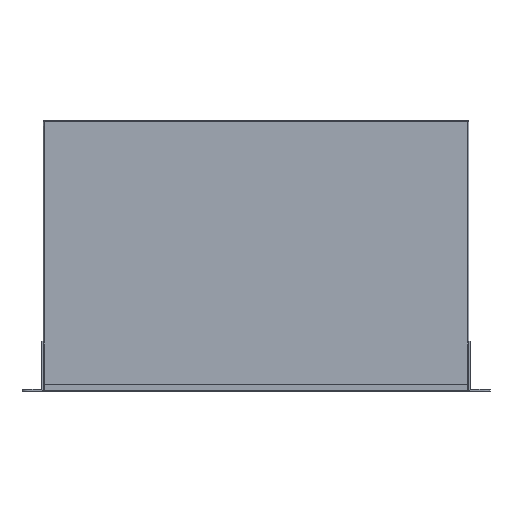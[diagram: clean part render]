
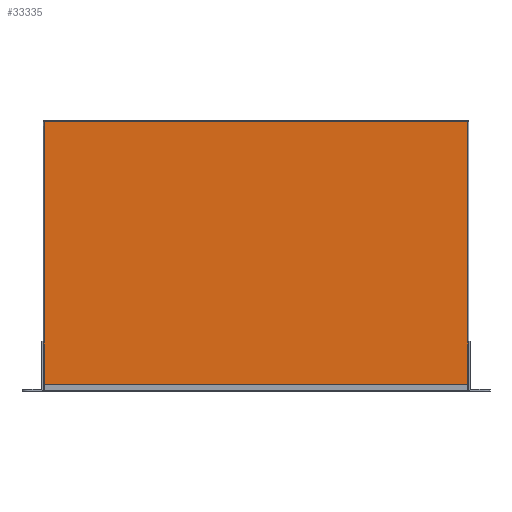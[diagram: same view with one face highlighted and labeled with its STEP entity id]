
A CAD part, top view. The second image highlights one B-rep face of the part: STEP entity #33335.
In plain terms, the highlighted planar face has unit normal (0, 0, 1).
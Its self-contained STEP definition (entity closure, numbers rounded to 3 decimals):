
#32743 = PLANE('',#32744);
#32744 = AXIS2_PLACEMENT_3D('',#32745,#32746,#32747);
#32745 = CARTESIAN_POINT('',(0.,7.5,36.16));
#32746 = DIRECTION('',(0.,1.,0.));
#32747 = DIRECTION('',(0.,0.,1.));
#32982 = VERTEX_POINT('',#32983);
#32983 = CARTESIAN_POINT('',(1.,7.5,43.66));
#33002 = CYLINDRICAL_SURFACE('',#33003,1.);
#33003 = AXIS2_PLACEMENT_3D('',#33004,#33005,#33006);
#33004 = CARTESIAN_POINT('',(1.,7.5,42.66));
#33005 = DIRECTION('',(0.,1.,0.));
#33006 = DIRECTION('',(0.,-0.,1.));
#33014 = EDGE_CURVE('',#32982,#33015,#33017,.T.);
#33015 = VERTEX_POINT('',#33016);
#33016 = CARTESIAN_POINT('',(439.,7.5,43.66));
#33017 = SURFACE_CURVE('',#33018,(#33022,#33029),.PCURVE_S1.);
#33018 = LINE('',#33019,#33020);
#33019 = CARTESIAN_POINT('',(0.,7.5,43.66));
#33020 = VECTOR('',#33021,1.);
#33021 = DIRECTION('',(1.,0.,0.));
#33022 = PCURVE('',#32743,#33023);
#33023 = DEFINITIONAL_REPRESENTATION('',(#33024),#33028);
#33024 = LINE('',#33025,#33026);
#33025 = CARTESIAN_POINT('',(7.5,0.));
#33026 = VECTOR('',#33027,1.);
#33027 = DIRECTION('',(0.,1.));
#33028 = ( GEOMETRIC_REPRESENTATION_CONTEXT(2) 
PARAMETRIC_REPRESENTATION_CONTEXT() REPRESENTATION_CONTEXT('2D SPACE',''
  ) );
#33029 = PCURVE('',#33030,#33035);
#33030 = PLANE('',#33031);
#33031 = AXIS2_PLACEMENT_3D('',#33032,#33033,#33034);
#33032 = CARTESIAN_POINT('',(0.,7.5,43.66));
#33033 = DIRECTION('',(0.,0.,1.));
#33034 = DIRECTION('',(1.,0.,0.));
#33035 = DEFINITIONAL_REPRESENTATION('',(#33036),#33040);
#33036 = LINE('',#33037,#33038);
#33037 = CARTESIAN_POINT('',(0.,0.));
#33038 = VECTOR('',#33039,1.);
#33039 = DIRECTION('',(1.,0.));
#33040 = ( GEOMETRIC_REPRESENTATION_CONTEXT(2) 
PARAMETRIC_REPRESENTATION_CONTEXT() REPRESENTATION_CONTEXT('2D SPACE',''
  ) );
#33061 = CYLINDRICAL_SURFACE('',#33062,1.);
#33062 = AXIS2_PLACEMENT_3D('',#33063,#33064,#33065);
#33063 = CARTESIAN_POINT('',(439.,7.5,42.66));
#33064 = DIRECTION('',(0.,1.,0.));
#33065 = DIRECTION('',(1.,0.,-0.));
#33153 = EDGE_CURVE('',#33015,#33154,#33156,.T.);
#33154 = VERTEX_POINT('',#33155);
#33155 = CARTESIAN_POINT('',(439.,279.,43.66));
#33156 = SURFACE_CURVE('',#33157,(#33161,#33168),.PCURVE_S1.);
#33157 = LINE('',#33158,#33159);
#33158 = CARTESIAN_POINT('',(439.,7.5,43.66));
#33159 = VECTOR('',#33160,1.);
#33160 = DIRECTION('',(0.,1.,0.));
#33161 = PCURVE('',#33061,#33162);
#33162 = DEFINITIONAL_REPRESENTATION('',(#33163),#33167);
#33163 = LINE('',#33164,#33165);
#33164 = CARTESIAN_POINT('',(-1.571,0.));
#33165 = VECTOR('',#33166,1.);
#33166 = DIRECTION('',(-0.,1.));
#33167 = ( GEOMETRIC_REPRESENTATION_CONTEXT(2) 
PARAMETRIC_REPRESENTATION_CONTEXT() REPRESENTATION_CONTEXT('2D SPACE',''
  ) );
#33168 = PCURVE('',#33030,#33169);
#33169 = DEFINITIONAL_REPRESENTATION('',(#33170),#33174);
#33170 = LINE('',#33171,#33172);
#33171 = CARTESIAN_POINT('',(439.,0.));
#33172 = VECTOR('',#33173,1.);
#33173 = DIRECTION('',(0.,1.));
#33174 = ( GEOMETRIC_REPRESENTATION_CONTEXT(2) 
PARAMETRIC_REPRESENTATION_CONTEXT() REPRESENTATION_CONTEXT('2D SPACE',''
  ) );
#33196 = CYLINDRICAL_SURFACE('',#33197,1.);
#33197 = AXIS2_PLACEMENT_3D('',#33198,#33199,#33200);
#33198 = CARTESIAN_POINT('',(0.,279.,42.66));
#33199 = DIRECTION('',(1.,0.,0.));
#33200 = DIRECTION('',(0.,0.,1.));
#33335 = ADVANCED_FACE('',(#33336),#33030,.T.);
#33336 = FACE_BOUND('',#33337,.T.);
#33337 = EDGE_LOOP('',(#33338,#33339,#33340,#33363));
#33338 = ORIENTED_EDGE('',*,*,#33014,.T.);
#33339 = ORIENTED_EDGE('',*,*,#33153,.T.);
#33340 = ORIENTED_EDGE('',*,*,#33341,.F.);
#33341 = EDGE_CURVE('',#33342,#33154,#33344,.T.);
#33342 = VERTEX_POINT('',#33343);
#33343 = CARTESIAN_POINT('',(1.,279.,43.66));
#33344 = SURFACE_CURVE('',#33345,(#33349,#33356),.PCURVE_S1.);
#33345 = LINE('',#33346,#33347);
#33346 = CARTESIAN_POINT('',(0.,279.,43.66));
#33347 = VECTOR('',#33348,1.);
#33348 = DIRECTION('',(1.,0.,0.));
#33349 = PCURVE('',#33030,#33350);
#33350 = DEFINITIONAL_REPRESENTATION('',(#33351),#33355);
#33351 = LINE('',#33352,#33353);
#33352 = CARTESIAN_POINT('',(0.,271.5));
#33353 = VECTOR('',#33354,1.);
#33354 = DIRECTION('',(1.,0.));
#33355 = ( GEOMETRIC_REPRESENTATION_CONTEXT(2) 
PARAMETRIC_REPRESENTATION_CONTEXT() REPRESENTATION_CONTEXT('2D SPACE',''
  ) );
#33356 = PCURVE('',#33196,#33357);
#33357 = DEFINITIONAL_REPRESENTATION('',(#33358),#33362);
#33358 = LINE('',#33359,#33360);
#33359 = CARTESIAN_POINT('',(-0.,0.));
#33360 = VECTOR('',#33361,1.);
#33361 = DIRECTION('',(-0.,1.));
#33362 = ( GEOMETRIC_REPRESENTATION_CONTEXT(2) 
PARAMETRIC_REPRESENTATION_CONTEXT() REPRESENTATION_CONTEXT('2D SPACE',''
  ) );
#33363 = ORIENTED_EDGE('',*,*,#33364,.F.);
#33364 = EDGE_CURVE('',#32982,#33342,#33365,.T.);
#33365 = SURFACE_CURVE('',#33366,(#33370,#33377),.PCURVE_S1.);
#33366 = LINE('',#33367,#33368);
#33367 = CARTESIAN_POINT('',(1.,7.5,43.66));
#33368 = VECTOR('',#33369,1.);
#33369 = DIRECTION('',(0.,1.,0.));
#33370 = PCURVE('',#33030,#33371);
#33371 = DEFINITIONAL_REPRESENTATION('',(#33372),#33376);
#33372 = LINE('',#33373,#33374);
#33373 = CARTESIAN_POINT('',(1.,0.));
#33374 = VECTOR('',#33375,1.);
#33375 = DIRECTION('',(0.,1.));
#33376 = ( GEOMETRIC_REPRESENTATION_CONTEXT(2) 
PARAMETRIC_REPRESENTATION_CONTEXT() REPRESENTATION_CONTEXT('2D SPACE',''
  ) );
#33377 = PCURVE('',#33002,#33378);
#33378 = DEFINITIONAL_REPRESENTATION('',(#33379),#33383);
#33379 = LINE('',#33380,#33381);
#33380 = CARTESIAN_POINT('',(-0.,0.));
#33381 = VECTOR('',#33382,1.);
#33382 = DIRECTION('',(-0.,1.));
#33383 = ( GEOMETRIC_REPRESENTATION_CONTEXT(2) 
PARAMETRIC_REPRESENTATION_CONTEXT() REPRESENTATION_CONTEXT('2D SPACE',''
  ) );
